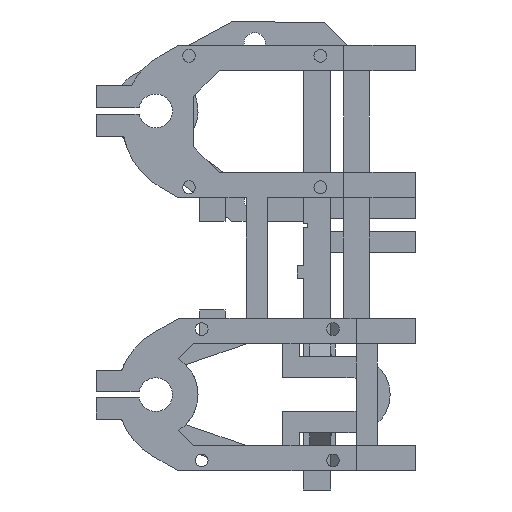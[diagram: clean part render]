
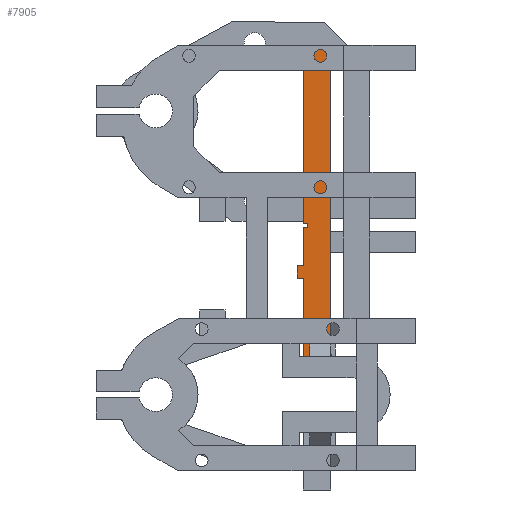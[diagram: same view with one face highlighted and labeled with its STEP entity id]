
A CAD part, left-side view. The second image highlights one B-rep face of the part: STEP entity #7905.
In plain terms, the highlighted planar face has unit normal (-1, 0, 0).
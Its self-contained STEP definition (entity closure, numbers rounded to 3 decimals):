
#249 = CARTESIAN_POINT ( 'NONE',  ( -2.05, 6.5, -3. ) ) ;
#266 = CARTESIAN_POINT ( 'NONE',  ( -2.05, 0., -39.5 ) ) ;
#580 = EDGE_CURVE ( 'NONE', #7926, #16769, #18228, .T. ) ;
#586 = VECTOR ( 'NONE', #2079, 1000. ) ;
#676 = CARTESIAN_POINT ( 'NONE',  ( -2.05, 0., -75. ) ) ;
#755 = CARTESIAN_POINT ( 'NONE',  ( -2.05, 8., -3. ) ) ;
#859 = CARTESIAN_POINT ( 'NONE',  ( -2.05, 5.5, -13. ) ) ;
#1004 = VERTEX_POINT ( 'NONE', #13665 ) ;
#1036 = VECTOR ( 'NONE', #4191, 1000. ) ;
#1205 = VECTOR ( 'NONE', #8707, 1000. ) ;
#1561 = ORIENTED_EDGE ( 'NONE', *, *, #1861, .F. ) ;
#1837 = VERTEX_POINT ( 'NONE', #266 ) ;
#1843 = VERTEX_POINT ( 'NONE', #12918 ) ;
#1861 = EDGE_CURVE ( 'NONE', #18371, #12179, #10205, .T. ) ;
#1985 = CARTESIAN_POINT ( 'NONE',  ( -2.05, 5.5, -13. ) ) ;
#2045 = ORIENTED_EDGE ( 'NONE', *, *, #5633, .T. ) ;
#2047 = CARTESIAN_POINT ( 'NONE',  ( -2.05, 5., -39.5 ) ) ;
#2051 = DIRECTION ( 'NONE',  ( 0., -1., 0. ) ) ;
#2079 = DIRECTION ( 'NONE',  ( 0., 1., 0. ) ) ;
#2083 = PLANE ( 'NONE',  #6476 ) ;
#2101 = EDGE_CURVE ( 'NONE', #7926, #15600, #4439, .T. ) ;
#2104 = VERTEX_POINT ( 'NONE', #7625 ) ;
#2390 = DIRECTION ( 'NONE',  ( 0., 0., 1. ) ) ;
#2647 = VERTEX_POINT ( 'NONE', #2047 ) ;
#2682 = EDGE_CURVE ( 'NONE', #2647, #1843, #19611, .T. ) ;
#2706 = DIRECTION ( 'NONE',  ( 0., 0., 1. ) ) ;
#2780 = ORIENTED_EDGE ( 'NONE', *, *, #15578, .T. ) ;
#2799 = CARTESIAN_POINT ( 'NONE',  ( -2.05, 6.5, -43.5 ) ) ;
#2885 = LINE ( 'NONE', #7813, #17182 ) ;
#2897 = DIRECTION ( 'NONE',  ( 0., 1., 0. ) ) ;
#3022 = EDGE_CURVE ( 'NONE', #8939, #12179, #3450, .T. ) ;
#3237 = ORIENTED_EDGE ( 'NONE', *, *, #6757, .F. ) ;
#3378 = VERTEX_POINT ( 'NONE', #249 ) ;
#3450 = LINE ( 'NONE', #9627, #16622 ) ;
#3771 = CARTESIAN_POINT ( 'NONE',  ( -2.05, 5., 0. ) ) ;
#3914 = DIRECTION ( 'NONE',  ( 0., 0., -1. ) ) ;
#4133 = DIRECTION ( 'NONE',  ( 0., 1., 0. ) ) ;
#4191 = DIRECTION ( 'NONE',  ( 0., 0., -1. ) ) ;
#4225 = VECTOR ( 'NONE', #4133, 1000. ) ;
#4439 = LINE ( 'NONE', #16984, #13268 ) ;
#4703 = VECTOR ( 'NONE', #8056, 1000. ) ;
#4831 = ORIENTED_EDGE ( 'NONE', *, *, #2101, .T. ) ;
#4862 = VECTOR ( 'NONE', #2706, 1000. ) ;
#4863 = CARTESIAN_POINT ( 'NONE',  ( -2.05, 6., -3. ) ) ;
#5006 = CARTESIAN_POINT ( 'NONE',  ( -2.05, 6.5, 0. ) ) ;
#5033 = LINE ( 'NONE', #9462, #6919 ) ;
#5064 = CARTESIAN_POINT ( 'NONE',  ( -2.05, 0., 0. ) ) ;
#5566 = LINE ( 'NONE', #755, #19356 ) ;
#5633 = EDGE_CURVE ( 'NONE', #3378, #20002, #7585, .T. ) ;
#5996 = CARTESIAN_POINT ( 'NONE',  ( -2.05, 6.5, 30. ) ) ;
#6125 = ORIENTED_EDGE ( 'NONE', *, *, #11684, .T. ) ;
#6161 = CARTESIAN_POINT ( 'NONE',  ( -2.05, 6.5, -22. ) ) ;
#6252 = VECTOR ( 'NONE', #12704, 1000. ) ;
#6309 = CARTESIAN_POINT ( 'NONE',  ( -2.05, 7.5, -43.5 ) ) ;
#6463 = LINE ( 'NONE', #14297, #14836 ) ;
#6476 = AXIS2_PLACEMENT_3D ( 'NONE', #5064, #16166, #3914 ) ;
#6707 = ORIENTED_EDGE ( 'NONE', *, *, #2682, .F. ) ;
#6757 = EDGE_CURVE ( 'NONE', #1837, #2647, #16163, .T. ) ;
#6919 = VECTOR ( 'NONE', #9669, 1000. ) ;
#7453 = LINE ( 'NONE', #12602, #10849 ) ;
#7585 = LINE ( 'NONE', #12427, #1036 ) ;
#7625 = CARTESIAN_POINT ( 'NONE',  ( -2.05, 6.5, -25. ) ) ;
#7813 = CARTESIAN_POINT ( 'NONE',  ( -2.05, 6.5, -75. ) ) ;
#7885 = CARTESIAN_POINT ( 'NONE',  ( -2.05, 6.5, -75. ) ) ;
#7905 = ADVANCED_FACE ( 'NONE', ( #14633 ), #2083, .F. ) ;
#7926 = VERTEX_POINT ( 'NONE', #1985 ) ;
#8056 = DIRECTION ( 'NONE',  ( 0., -1., 0. ) ) ;
#8190 = LINE ( 'NONE', #7885, #8964 ) ;
#8304 = ORIENTED_EDGE ( 'NONE', *, *, #9811, .F. ) ;
#8707 = DIRECTION ( 'NONE',  ( 0., 0., -1. ) ) ;
#8939 = VERTEX_POINT ( 'NONE', #5996 ) ;
#8964 = VECTOR ( 'NONE', #18988, 1000. ) ;
#9462 = CARTESIAN_POINT ( 'NONE',  ( -2.05, 8., -22. ) ) ;
#9565 = DIRECTION ( 'NONE',  ( 0., 0., -1. ) ) ;
#9627 = CARTESIAN_POINT ( 'NONE',  ( -2.05, 6.5, -75. ) ) ;
#9669 = DIRECTION ( 'NONE',  ( 0., 0., -1. ) ) ;
#9734 = DIRECTION ( 'NONE',  ( 0., 0., -1. ) ) ;
#9811 = EDGE_CURVE ( 'NONE', #15370, #18371, #5566, .T. ) ;
#10031 = CARTESIAN_POINT ( 'NONE',  ( -2.05, 6.5, -13. ) ) ;
#10205 = LINE ( 'NONE', #16569, #16879 ) ;
#10493 = ORIENTED_EDGE ( 'NONE', *, *, #10960, .T. ) ;
#10649 = LINE ( 'NONE', #4863, #19228 ) ;
#10779 = CARTESIAN_POINT ( 'NONE',  ( -2.05, 8., -3. ) ) ;
#10780 = EDGE_CURVE ( 'NONE', #1004, #2104, #7453, .T. ) ;
#10849 = VECTOR ( 'NONE', #20216, 1000. ) ;
#10960 = EDGE_CURVE ( 'NONE', #13361, #8939, #15790, .T. ) ;
#11001 = ORIENTED_EDGE ( 'NONE', *, *, #16191, .T. ) ;
#11426 = ORIENTED_EDGE ( 'NONE', *, *, #17991, .T. ) ;
#11684 = EDGE_CURVE ( 'NONE', #18404, #1004, #5033, .T. ) ;
#11761 = CARTESIAN_POINT ( 'NONE',  ( -2.05, 5.5, -12. ) ) ;
#11956 = LINE ( 'NONE', #18226, #4225 ) ;
#12179 = VERTEX_POINT ( 'NONE', #5006 ) ;
#12427 = CARTESIAN_POINT ( 'NONE',  ( -2.05, 6.5, -75. ) ) ;
#12602 = CARTESIAN_POINT ( 'NONE',  ( -2.05, 6., -25. ) ) ;
#12704 = DIRECTION ( 'NONE',  ( 0., 1., 0. ) ) ;
#12918 = CARTESIAN_POINT ( 'NONE',  ( -2.05, 5., -43.5 ) ) ;
#13112 = ORIENTED_EDGE ( 'NONE', *, *, #18594, .F. ) ;
#13124 = DIRECTION ( 'NONE',  ( 0., 0., 1. ) ) ;
#13268 = VECTOR ( 'NONE', #2897, 1000. ) ;
#13299 = CARTESIAN_POINT ( 'NONE',  ( -2.05, 8., -22. ) ) ;
#13346 = VERTEX_POINT ( 'NONE', #2799 ) ;
#13361 = VERTEX_POINT ( 'NONE', #15752 ) ;
#13665 = CARTESIAN_POINT ( 'NONE',  ( -2.05, 8., -25. ) ) ;
#13944 = LINE ( 'NONE', #6309, #4703 ) ;
#14189 = EDGE_CURVE ( 'NONE', #13346, #1843, #13944, .T. ) ;
#14297 = CARTESIAN_POINT ( 'NONE',  ( -2.05, 6., -22. ) ) ;
#14626 = VECTOR ( 'NONE', #13124, 1000. ) ;
#14633 = FACE_OUTER_BOUND ( 'NONE', #16495, .T. ) ;
#14836 = VECTOR ( 'NONE', #2051, 1000. ) ;
#14924 = CARTESIAN_POINT ( 'NONE',  ( -2.05, 6.5, -12. ) ) ;
#15112 = EDGE_CURVE ( 'NONE', #18404, #19053, #6463, .T. ) ;
#15326 = ORIENTED_EDGE ( 'NONE', *, *, #10780, .T. ) ;
#15370 = VERTEX_POINT ( 'NONE', #10779 ) ;
#15578 = EDGE_CURVE ( 'NONE', #2104, #13346, #8190, .T. ) ;
#15600 = VERTEX_POINT ( 'NONE', #10031 ) ;
#15677 = DIRECTION ( 'NONE',  ( 0., -1., 0. ) ) ;
#15752 = CARTESIAN_POINT ( 'NONE',  ( -2.05, 0., 30. ) ) ;
#15790 = LINE ( 'NONE', #17424, #6252 ) ;
#16163 = LINE ( 'NONE', #16261, #586 ) ;
#16166 = DIRECTION ( 'NONE',  ( 1., 0., 0. ) ) ;
#16191 = EDGE_CURVE ( 'NONE', #15600, #19053, #2885, .T. ) ;
#16261 = CARTESIAN_POINT ( 'NONE',  ( -2.05, 0., -39.5 ) ) ;
#16473 = CARTESIAN_POINT ( 'NONE',  ( -2.05, 8., 0. ) ) ;
#16495 = EDGE_LOOP ( 'NONE', ( #11001, #16801, #6125, #15326, #2780, #19009, #6707, #3237, #11426, #10493, #16741, #1561, #8304, #17847, #2045, #13112, #20059, #4831 ) ) ;
#16569 = CARTESIAN_POINT ( 'NONE',  ( -2.05, 6., 0. ) ) ;
#16622 = VECTOR ( 'NONE', #9734, 1000. ) ;
#16741 = ORIENTED_EDGE ( 'NONE', *, *, #3022, .T. ) ;
#16769 = VERTEX_POINT ( 'NONE', #11761 ) ;
#16801 = ORIENTED_EDGE ( 'NONE', *, *, #15112, .F. ) ;
#16879 = VECTOR ( 'NONE', #18119, 1000. ) ;
#16984 = CARTESIAN_POINT ( 'NONE',  ( -2.05, 5.5, -13. ) ) ;
#17182 = VECTOR ( 'NONE', #9565, 1000. ) ;
#17424 = CARTESIAN_POINT ( 'NONE',  ( -2.05, 0., 30. ) ) ;
#17847 = ORIENTED_EDGE ( 'NONE', *, *, #18214, .T. ) ;
#17991 = EDGE_CURVE ( 'NONE', #1837, #13361, #19686, .T. ) ;
#18119 = DIRECTION ( 'NONE',  ( 0., -1., 0. ) ) ;
#18214 = EDGE_CURVE ( 'NONE', #15370, #3378, #10649, .T. ) ;
#18226 = CARTESIAN_POINT ( 'NONE',  ( -2.05, 5.5, -12. ) ) ;
#18228 = LINE ( 'NONE', #859, #4862 ) ;
#18371 = VERTEX_POINT ( 'NONE', #16473 ) ;
#18404 = VERTEX_POINT ( 'NONE', #13299 ) ;
#18594 = EDGE_CURVE ( 'NONE', #16769, #20002, #11956, .T. ) ;
#18988 = DIRECTION ( 'NONE',  ( 0., 0., -1. ) ) ;
#19009 = ORIENTED_EDGE ( 'NONE', *, *, #14189, .T. ) ;
#19053 = VERTEX_POINT ( 'NONE', #6161 ) ;
#19228 = VECTOR ( 'NONE', #15677, 1000. ) ;
#19356 = VECTOR ( 'NONE', #2390, 1000. ) ;
#19611 = LINE ( 'NONE', #3771, #1205 ) ;
#19686 = LINE ( 'NONE', #676, #14626 ) ;
#20002 = VERTEX_POINT ( 'NONE', #14924 ) ;
#20059 = ORIENTED_EDGE ( 'NONE', *, *, #580, .F. ) ;
#20216 = DIRECTION ( 'NONE',  ( 0., -1., 0. ) ) ;
